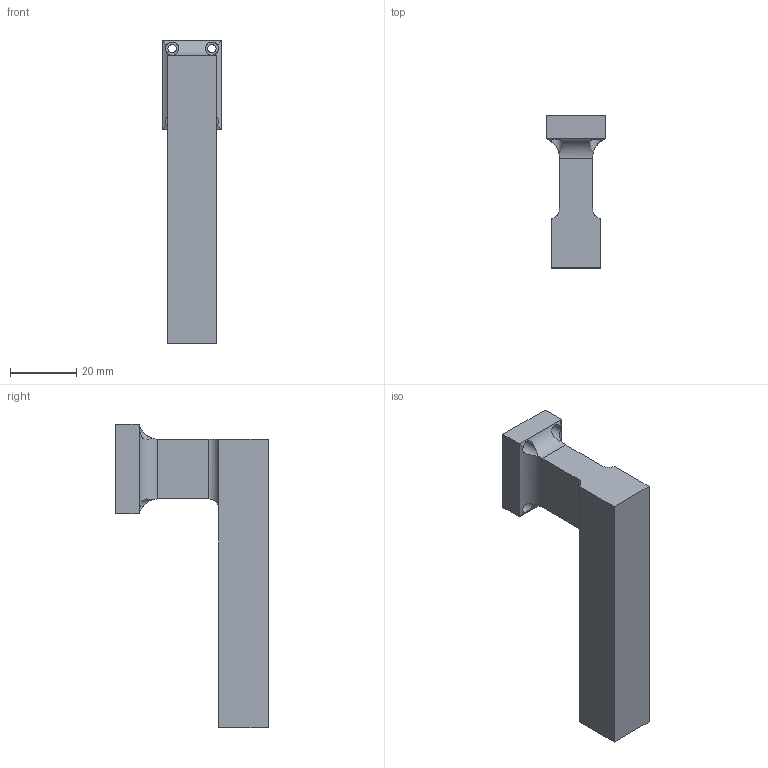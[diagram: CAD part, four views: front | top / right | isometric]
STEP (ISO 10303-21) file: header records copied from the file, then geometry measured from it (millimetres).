
FILE_DESCRIPTION(('HOOPS Exchange Step'),'2;1');
FILE_NAME('temp_export','2025-12-08T16:09:26-05:00',('haggertydl'),('Shapr3D Limited'),'HOOPS Exchange 2025.7','Shapr3D','Authorized');
FILE_SCHEMA( ('AP242_MANAGED_MODEL_BASED_3D_ENGINEERING_MIM_LF {1 0 10303 442 1 1 4}') );
Length unit declared in the file: millimetre
Products named in the file (1): root
Bounding box: 18 x 45.95 x 91.5 mm (x, y, z)
Volume: 27194.6 mm3; surface area: 8371 mm2
Topology: 1 solids, 1 shells, 33 faces, 101 edges, 70 vertices
Faces by surface type: plane 18, cylinder 15
Full cylindrical faces by diameter (mm): 2.5 x4, 4 x4
Entity records: 1911 total; most frequent: CARTESIAN_POINT 962, ORIENTED_EDGE 202, DIRECTION 179, EDGE_CURVE 101, VERTEX_POINT 70, AXIS2_PLACEMENT_3D 67, VECTOR 45, LINE 45
